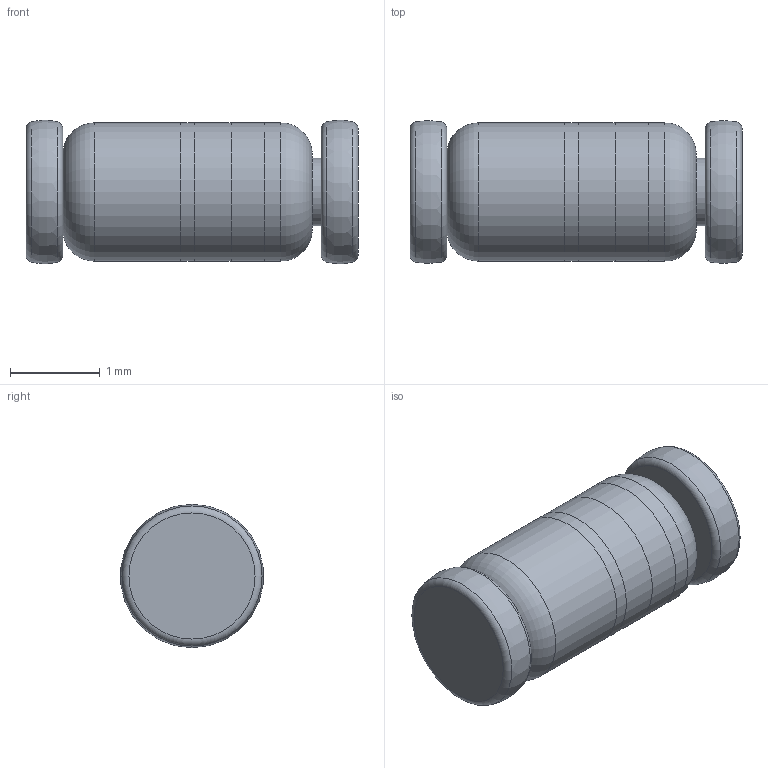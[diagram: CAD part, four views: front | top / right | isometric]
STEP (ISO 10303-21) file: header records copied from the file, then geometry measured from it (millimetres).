
FILE_DESCRIPTION(('STEP AP214'), '1');
FILE_NAME('DO-213AA-RED', '', ('UNSPECIFIED'), ('UNSPECIFIED'), 'ASCON STEP Converter 1.3', 'ASCON Math Kernel', '');
FILE_SCHEMA(('AUTOMOTIVE_DESIGN { 1 0 10303 214 3 1 1}'));
Length unit declared in the file: millimetre
Bounding box: 3.7 x 1.59 x 1.6 mm (x, y, z)
Volume: 6.8 mm3; surface area: 28.1 mm2
Topology: 3 solids, 3 shells, 23 faces, 43 edges, 30 vertices
Faces by surface type: plane 8, torus 8, cylinder 7
Full cylindrical faces by diameter (mm): 0.75 x2, 1.54 x5
Entity records: 737 total; most frequent: DIRECTION 96, CARTESIAN_POINT 72, AXIS2_PLACEMENT_3D 44, EDGE_LOOP 40, ORIENTED_EDGE 40, FACE_OUTER_BOUND 30, COLOUR_RGB 28, PRESENTATION_STYLE_ASSIGNMENT 28
